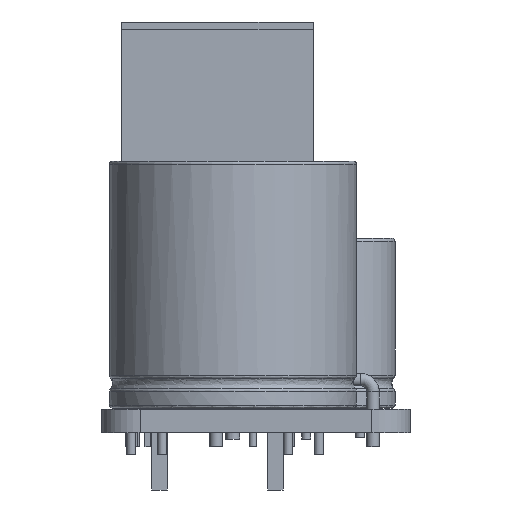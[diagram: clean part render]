
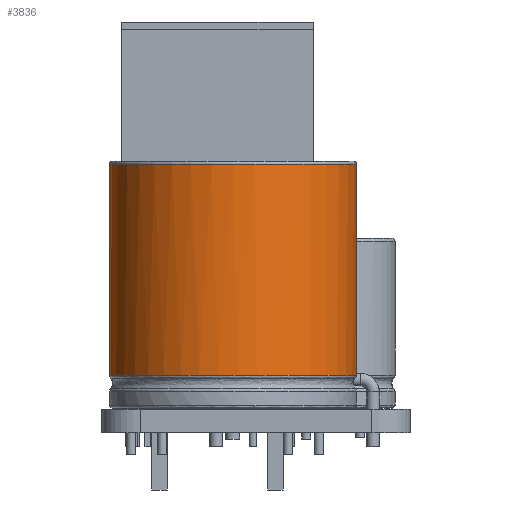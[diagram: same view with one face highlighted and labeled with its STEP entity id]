
A CAD part, left-side view. The second image highlights one B-rep face of the part: STEP entity #3836.
In plain terms, the highlighted cylindrical face has radius 8 mm (diameter 16 mm), a partial arc.
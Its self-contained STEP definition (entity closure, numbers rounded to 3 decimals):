
#3475 = VERTEX_POINT('',#3476);
#3476 = CARTESIAN_POINT('',(11.141,-3.061,
    2.135));
#3487 = EDGE_CURVE('',#3475,#3488,#3490,.T.);
#3488 = VERTEX_POINT('',#3489);
#3489 = CARTESIAN_POINT('',(11.141,3.061,2.135
    ));
#3490 = B_SPLINE_CURVE_WITH_KNOTS('',12,(#3491,#3492,#3493,#3494,#3495,
    #3496,#3497,#3498,#3499,#3500,#3501,#3502,#3503,#3504,#3505,#3506,
    #3507,#3508,#3509,#3510,#3511,#3512,#3513,#3514,#3515,#3516,#3517,
    #3518,#3519,#3520,#3521,#3522,#3523,#3524,#3525),.UNSPECIFIED.,.F.,
  .F.,(13,11,11,13),(-1.874,0.,43.982
    ,45.856),.UNSPECIFIED.);
#3491 = CARTESIAN_POINT('',(11.858,-1.33,
    2.135));
#3492 = CARTESIAN_POINT('',(11.798,-1.475,
    2.135));
#3493 = CARTESIAN_POINT('',(11.738,-1.621,
    2.135));
#3494 = CARTESIAN_POINT('',(11.678,-1.765,
    2.135));
#3495 = CARTESIAN_POINT('',(11.618,-1.91,
    2.135));
#3496 = CARTESIAN_POINT('',(11.558,-2.055,
    2.135));
#3497 = CARTESIAN_POINT('',(11.498,-2.199,
    2.135));
#3498 = CARTESIAN_POINT('',(11.439,-2.343,
    2.135));
#3499 = CARTESIAN_POINT('',(11.379,-2.487,
    2.135));
#3500 = CARTESIAN_POINT('',(11.319,-2.631,
    2.135));
#3501 = CARTESIAN_POINT('',(11.26,-2.775,
    2.135));
#3502 = CARTESIAN_POINT('',(11.2,-2.918,
    2.135));
#3503 = CARTESIAN_POINT('',(9.748,-6.424,
    2.135));
#3504 = CARTESIAN_POINT('',(6.664,-9.147,
    2.135));
#3505 = CARTESIAN_POINT('',(2.213,-10.225,
    2.135));
#3506 = CARTESIAN_POINT('',(-2.561,-8.822,
    2.135));
#3507 = CARTESIAN_POINT('',(-6.115,-5.321,
    2.135));
#3508 = CARTESIAN_POINT('',(-7.896,0.,
    2.135));
#3509 = CARTESIAN_POINT('',(-6.115,5.321,
    2.135));
#3510 = CARTESIAN_POINT('',(-2.561,8.822,
    2.135));
#3511 = CARTESIAN_POINT('',(2.213,10.225,2.135
    ));
#3512 = CARTESIAN_POINT('',(6.664,9.147,2.135
    ));
#3513 = CARTESIAN_POINT('',(9.748,6.424,2.135
    ));
#3514 = CARTESIAN_POINT('',(11.2,2.918,
    2.135));
#3515 = CARTESIAN_POINT('',(11.26,2.775,
    2.135));
#3516 = CARTESIAN_POINT('',(11.319,2.631,
    2.135));
#3517 = CARTESIAN_POINT('',(11.379,2.487,
    2.135));
#3518 = CARTESIAN_POINT('',(11.439,2.343,
    2.135));
#3519 = CARTESIAN_POINT('',(11.498,2.199,
    2.135));
#3520 = CARTESIAN_POINT('',(11.558,2.055,
    2.135));
#3521 = CARTESIAN_POINT('',(11.618,1.91,
    2.135));
#3522 = CARTESIAN_POINT('',(11.678,1.765,
    2.135));
#3523 = CARTESIAN_POINT('',(11.738,1.621,2.135
    ));
#3524 = CARTESIAN_POINT('',(11.798,1.475,
    2.135));
#3525 = CARTESIAN_POINT('',(11.858,1.33,
    2.135));
#3836 = ADVANCED_FACE('',(#3837),#3863,.T.);
#3837 = FACE_BOUND('',#3838,.T.);
#3838 = EDGE_LOOP('',(#3839,#3850,#3856,#3857));
#3839 = ORIENTED_EDGE('',*,*,#3840,.T.);
#3840 = EDGE_CURVE('',#3841,#3843,#3845,.T.);
#3841 = VERTEX_POINT('',#3842);
#3842 = CARTESIAN_POINT('',(11.141,-3.061,15.8));
#3843 = VERTEX_POINT('',#3844);
#3844 = CARTESIAN_POINT('',(11.141,3.061,15.8));
#3845 = CIRCLE('',#3846,8.);
#3846 = AXIS2_PLACEMENT_3D('',#3847,#3848,#3849);
#3847 = CARTESIAN_POINT('',(3.75,0.,15.8));
#3848 = DIRECTION('',(0.,-0.,-1.));
#3849 = DIRECTION('',(0.924,-0.383,0.));
#3850 = ORIENTED_EDGE('',*,*,#3851,.F.);
#3851 = EDGE_CURVE('',#3488,#3843,#3852,.T.);
#3852 = LINE('',#3853,#3854);
#3853 = CARTESIAN_POINT('',(11.141,3.061,2.));
#3854 = VECTOR('',#3855,1.);
#3855 = DIRECTION('',(0.,0.,1.));
#3856 = ORIENTED_EDGE('',*,*,#3487,.F.);
#3857 = ORIENTED_EDGE('',*,*,#3858,.T.);
#3858 = EDGE_CURVE('',#3475,#3841,#3859,.T.);
#3859 = LINE('',#3860,#3861);
#3860 = CARTESIAN_POINT('',(11.141,-3.061,2.));
#3861 = VECTOR('',#3862,1.);
#3862 = DIRECTION('',(0.,0.,1.));
#3863 = CYLINDRICAL_SURFACE('',#3864,8.);
#3864 = AXIS2_PLACEMENT_3D('',#3865,#3866,#3867);
#3865 = CARTESIAN_POINT('',(3.75,0.,2.));
#3866 = DIRECTION('',(0.,0.,1.));
#3867 = DIRECTION('',(0.924,-0.383,0.));
